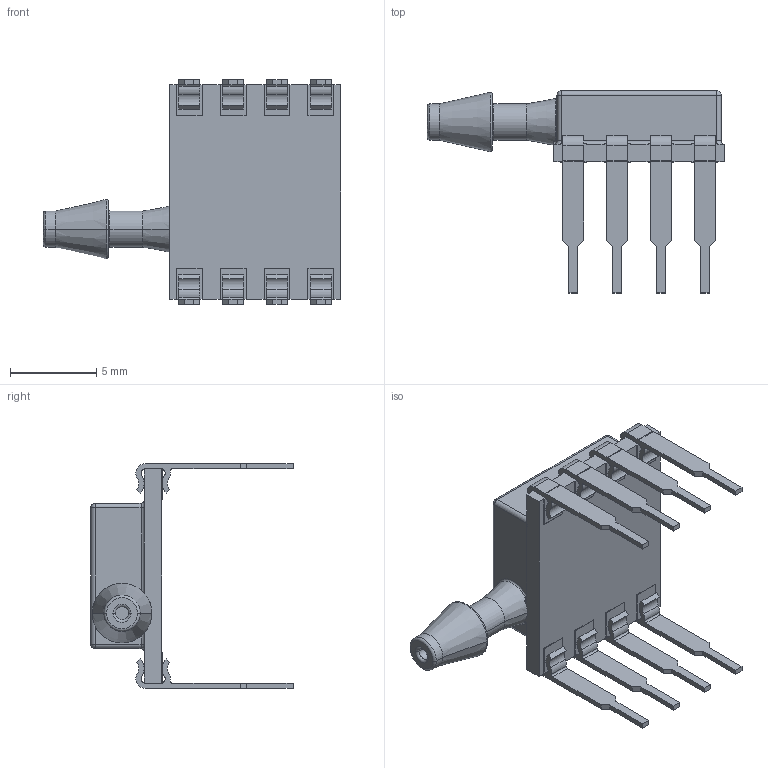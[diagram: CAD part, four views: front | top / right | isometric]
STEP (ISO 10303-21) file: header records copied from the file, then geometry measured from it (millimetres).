
FILE_DESCRIPTION((''),'2;1');
FILE_NAME('MS4525-SS-P_P2-54_L17-4_W12-4','2019-01-26T',('Dragos'),(''),'PRO/ENGINEER BY PARAMETRIC TECHNOLOGY CORPORATION, 2004440','PRO/ENGINEER BY PARAMETRIC TECHNOLOGY CORPORATION, 2004440','');
FILE_SCHEMA(('AUTOMOTIVE_DESIGN { 1 0 10303 214 1 1 1 1 }'));
Length unit declared in the file: millimetre
Products named in the file (1): MS4525-SS-P_P2-54_L17-4_W12-4
Bounding box: 17.2 x 11.7 x 13 mm (x, y, z)
Volume: 433 mm3; surface area: 705.1 mm2
Topology: 1 solids, 1 shells, 315 faces, 877 edges, 569 vertices
Faces by surface type: plane 193, cylinder 99, torus 13, cone 4, sphere 4, bspline 2
Entity records: 16027 total; most frequent: CARTESIAN_POINT 2034, ORIENTED_EDGE 1750, DIRECTION 1716, PRESENTATION_STYLE_ASSIGNMENT 1142, STYLED_ITEM 902, CURVE_STYLE 878, EDGE_CURVE 875, VECTOR 646
